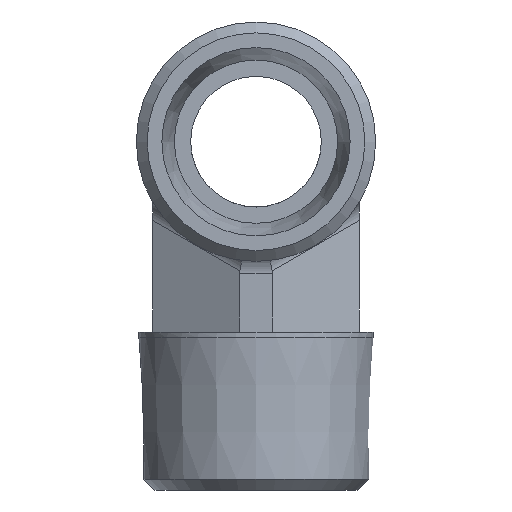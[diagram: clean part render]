
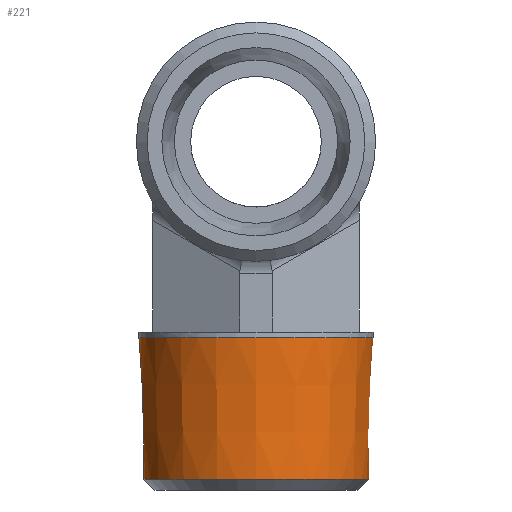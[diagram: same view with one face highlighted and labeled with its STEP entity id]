
A CAD part, front view. The second image highlights one B-rep face of the part: STEP entity #221.
In plain terms, the highlighted conical face has half-angle 1.791 degrees and reference radius 10.54 mm.
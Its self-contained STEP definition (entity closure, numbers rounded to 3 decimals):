
#187=CARTESIAN_POINT('',(-18.985,-0.809,-13.5));
#188=VERTEX_POINT('',#187);
#189=CARTESIAN_POINT('',(-18.985,9.544,-13.5));
#190=DIRECTION('',(0.0,0.0,-1.0));
#191=DIRECTION('',(0.0,1.0,0.0));
#192=AXIS2_PLACEMENT_3D('',#189,#190,#191);
#193=CIRCLE('',#192,10.352);
#194=EDGE_CURVE('',#188,#188,#193,.T.);
#202=CARTESIAN_POINT('',(-18.985,9.544,-7.5));
#203=DIRECTION('',(0.0,0.0,1.0));
#204=DIRECTION('',(0.0,-1.0,0.0));
#205=AXIS2_PLACEMENT_3D('',#202,#203,#204);
#206=CONICAL_SURFACE('',#205,10.54,1.791);
#207=CARTESIAN_POINT('',(-18.985,-1.215,-0.5));
#208=VERTEX_POINT('',#207);
#209=CARTESIAN_POINT('',(-18.985,9.544,-0.5));
#210=DIRECTION('',(0.0,0.0,1.0));
#211=DIRECTION('',(0.0,-1.0,0.0));
#212=AXIS2_PLACEMENT_3D('',#209,#210,#211);
#213=CIRCLE('',#212,10.759);
#214=EDGE_CURVE('',#208,#208,#213,.T.);
#215=ORIENTED_EDGE('',*,*,#214,.F.);
#216=EDGE_LOOP('',(#215));
#217=FACE_OUTER_BOUND('',#216,.T.);
#218=ORIENTED_EDGE('',*,*,#194,.F.);
#219=EDGE_LOOP('',(#218));
#220=FACE_BOUND('',#219,.T.);
#221=ADVANCED_FACE('',(#217,#220),#206,.T.);
